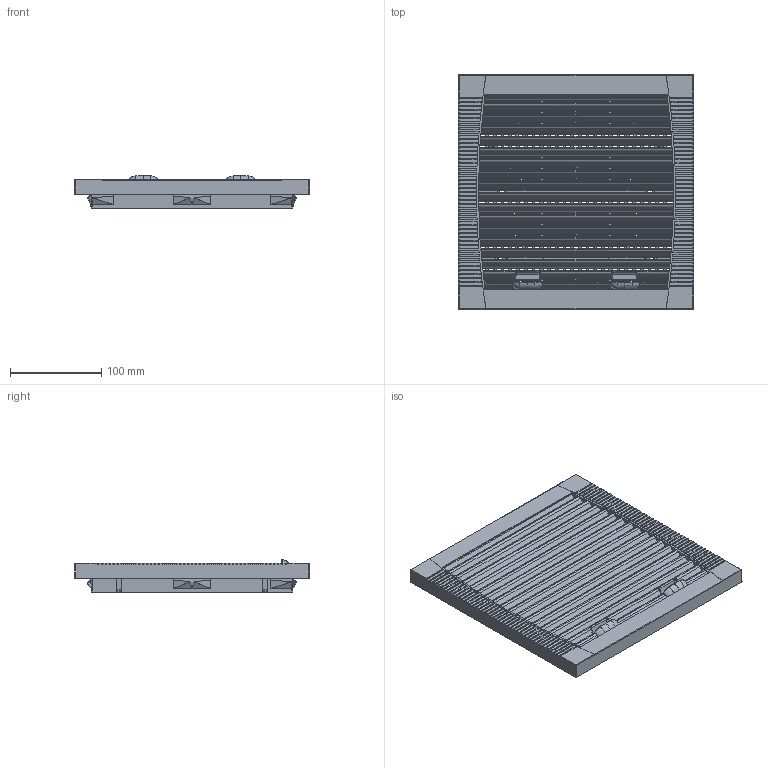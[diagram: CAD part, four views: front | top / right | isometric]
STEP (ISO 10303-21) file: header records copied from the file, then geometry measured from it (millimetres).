
FILE_DESCRIPTION(('FreeCAD Model'),'2;1');
FILE_NAME('LFGS200.stp', '2020-03-12T09:07:37',('Author'),(''), 'Open CASCADE STEP processor 7.3','FreeCAD','Unknown');
FILE_SCHEMA(('AUTOMOTIVE_DESIGN { 1 0 10303 214 1 1 1 1 }'));
Products named in the file (2): Frame_Base; Grille
Bounding box: 258.5 x 258.5 x 35.77 mm (x, y, z)
Volume: 344835.2 mm3; surface area: 379769.4 mm2
Topology: 2 solids, 2 shells, 3708 faces, 10347 edges, 6441 vertices
Faces by surface type: plane 2362, cylinder 1282, bspline 58, torus 4, cone 2
Entity records: 373598 total; most frequent: CARTESIAN_POINT 191915, DIRECTION 25641, ORIENTED_EDGE 20690, PCURVE 20690, DEFINITIONAL_REPRESENTATION 20690, LINE 15426, VECTOR 15426, B_SPLINE_CURVE_WITH_KNOTS 13274
